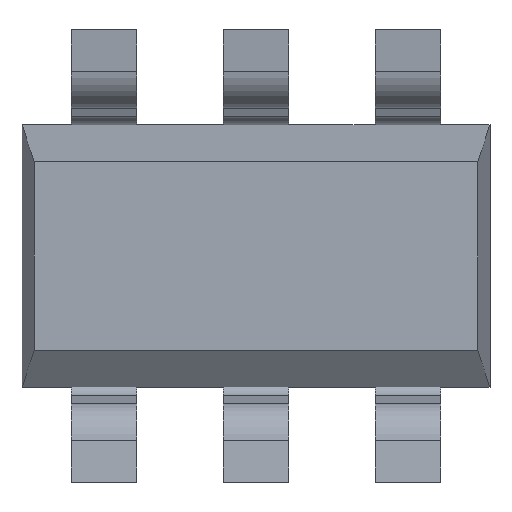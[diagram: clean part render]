
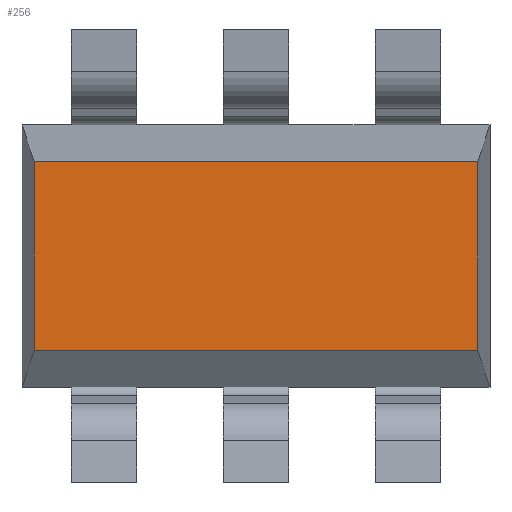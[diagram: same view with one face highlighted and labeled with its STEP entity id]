
A CAD part, front view. The second image highlights one B-rep face of the part: STEP entity #256.
In plain terms, the highlighted planar face has unit normal (0, -1, 0).
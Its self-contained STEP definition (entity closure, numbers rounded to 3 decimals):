
#256=ADVANCED_FACE('',(#509),#510,.T.);
#509=FACE_OUTER_BOUND('',#756,.T.);
#510=PLANE('',#757);
#756=EDGE_LOOP('',(#1497,#1498,#1499,#1500));
#757=AXIS2_PLACEMENT_3D('',#1501,#1502,#1503);
#1497=ORIENTED_EDGE('',*,*,#1829,.F.);
#1498=ORIENTED_EDGE('',*,*,#1841,.T.);
#1499=ORIENTED_EDGE('',*,*,#1834,.F.);
#1500=ORIENTED_EDGE('',*,*,#1839,.F.);
#1501=CARTESIAN_POINT('',(-1.0,0.091,0.));
#1502=DIRECTION('',(0.0,-1.0,0.0));
#1503=DIRECTION('',(0.,0.0,-1.0));
#1829=EDGE_CURVE('',#2279,#2277,#2281,.T.);
#1834=EDGE_CURVE('',#2286,#2283,#2288,.T.);
#1839=EDGE_CURVE('',#2277,#2286,#2293,.T.);
#1841=EDGE_CURVE('',#2279,#2283,#2295,.T.);
#2277=VERTEX_POINT('',#2898);
#2279=VERTEX_POINT('',#2901);
#2281=LINE('',#2904,#2905);
#2283=VERTEX_POINT('',#2907);
#2286=VERTEX_POINT('',#2912);
#2288=LINE('',#2915,#2916);
#2293=LINE('',#2922,#2923);
#2295=LINE('',#2925,#2926);
#2898=CARTESIAN_POINT('',(0.075,0.091,0.585));
#2901=CARTESIAN_POINT('',(0.075,0.091,-0.585));
#2904=CARTESIAN_POINT('',(0.075,0.091,0.5));
#2905=VECTOR('',#3245,1.0);
#2907=CARTESIAN_POINT('',(2.821,0.091,-0.585));
#2912=CARTESIAN_POINT('',(2.821,0.091,0.585));
#2915=CARTESIAN_POINT('',(2.821,0.091,0.5));
#2916=VECTOR('',#3249,1.0);
#2922=CARTESIAN_POINT('',(-1.0,0.091,0.585));
#2923=VECTOR('',#3251,1.0);
#2925=CARTESIAN_POINT('',(-1.0,0.091,-0.585));
#2926=VECTOR('',#3252,1.0);
#3245=DIRECTION('',(0.,0.0,1.0));
#3249=DIRECTION('',(0.,0.0,-1.0));
#3251=DIRECTION('',(1.0,0.0,0.));
#3252=DIRECTION('',(1.0,0.0,0.));
